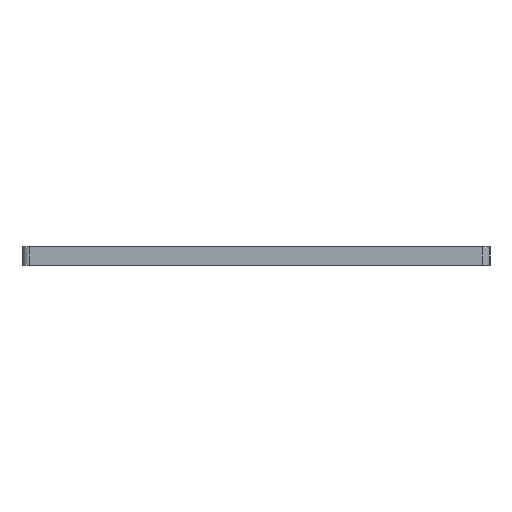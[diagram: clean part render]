
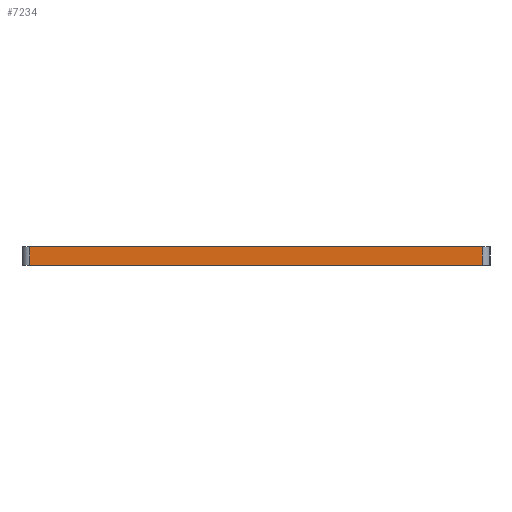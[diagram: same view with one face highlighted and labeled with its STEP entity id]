
A CAD part, left-side view. The second image highlights one B-rep face of the part: STEP entity #7234.
In plain terms, the highlighted planar face has unit normal (-1, 0, 0).
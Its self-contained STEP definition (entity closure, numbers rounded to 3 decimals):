
#975=CARTESIAN_POINT('',(-95.25,-36.85,11.));
#976=VERTEX_POINT('',#975);
#984=CARTESIAN_POINT('',(-95.25,36.85,11.));
#985=VERTEX_POINT('',#984);
#986=CARTESIAN_POINT('',(-95.25,-36.85,11.));
#987=DIRECTION('',(0.,1.,-0.));
#988=VECTOR('',#987,73.7);
#989=LINE('',#986,#988);
#990=EDGE_CURVE('',#976,#985,#989,.T.);
#7204=CARTESIAN_POINT('',(-95.25,0.,14.));
#7205=DIRECTION('',(-1.,0.,0.));
#7206=DIRECTION('',(0.,0.,1.));
#7207=AXIS2_PLACEMENT_3D('',#7204,#7205,#7206);
#7208=PLANE('',#7207);
#7209=CARTESIAN_POINT('',(-95.25,-36.85,14.));
#7210=VERTEX_POINT('',#7209);
#7211=CARTESIAN_POINT('',(-95.25,36.85,14.));
#7212=VERTEX_POINT('',#7211);
#7213=CARTESIAN_POINT('',(-95.25,-36.85,14.));
#7214=DIRECTION('',(0.,1.,-0.));
#7215=VECTOR('',#7214,73.7);
#7216=LINE('',#7213,#7215);
#7217=EDGE_CURVE('',#7210,#7212,#7216,.T.);
#7218=ORIENTED_EDGE('',*,*,#7217,.T.);
#7219=CARTESIAN_POINT('',(-95.25,36.85,14.));
#7220=DIRECTION('',(-0.,-0.,-1.));
#7221=VECTOR('',#7220,3.);
#7222=LINE('',#7219,#7221);
#7223=EDGE_CURVE('',#7212,#985,#7222,.T.);
#7224=ORIENTED_EDGE('',*,*,#7223,.T.);
#7225=ORIENTED_EDGE('',*,*,#990,.F.);
#7226=CARTESIAN_POINT('',(-95.25,-36.85,11.));
#7227=DIRECTION('',(0.,0.,1.));
#7228=VECTOR('',#7227,3.);
#7229=LINE('',#7226,#7228);
#7230=EDGE_CURVE('',#976,#7210,#7229,.T.);
#7231=ORIENTED_EDGE('',*,*,#7230,.T.);
#7232=EDGE_LOOP('',(#7218,#7224,#7225,#7231));
#7233=FACE_BOUND('',#7232,.T.);
#7234=ADVANCED_FACE('',(#7233),#7208,.T.);
